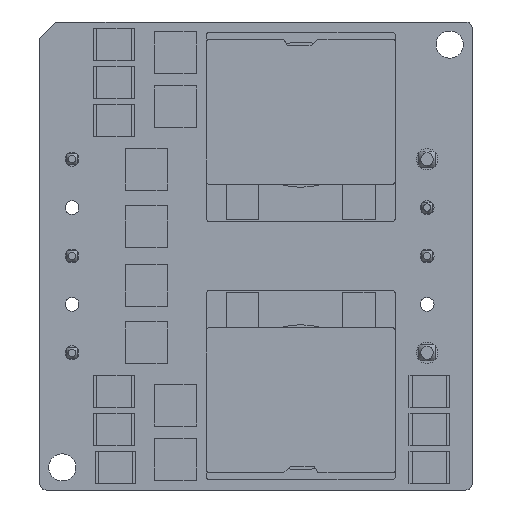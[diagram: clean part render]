
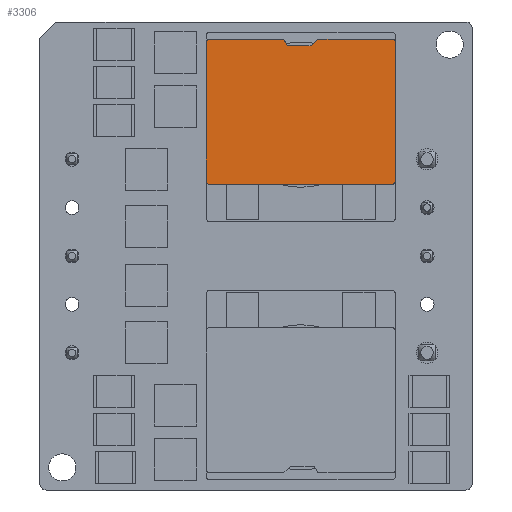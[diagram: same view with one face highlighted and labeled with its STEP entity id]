
A CAD part, front view. The second image highlights one B-rep face of the part: STEP entity #3306.
In plain terms, the highlighted face is planar.
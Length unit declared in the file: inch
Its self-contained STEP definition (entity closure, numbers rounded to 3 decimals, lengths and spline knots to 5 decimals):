
#2307=CARTESIAN_POINT('',(0.031,0.301,-0.01));
#2308=DIRECTION('',(0.,1.,0.));
#2309=DIRECTION('',(-1.,0.,0.));
#2310=AXIS2_PLACEMENT_3D('',#2307,#2308,#2309);
#2315=DIRECTION('',(0.,0.,1.));
#2316=VECTOR('',#2315,0.23);
#2317=CARTESIAN_POINT('',(0.021,0.301,-0.24));
#2318=LINE('',#2317,#2316);
#2322=DIRECTION('',(-0.866,0.,0.5));
#2323=VECTOR('',#2322,0.02309);
#2324=CARTESIAN_POINT('',(0.041,0.301,-0.25155));
#2325=LINE('',#2324,#2323);
#2329=DIRECTION('',(0.,0.,1.));
#2330=VECTOR('',#2329,0.073);
#2331=CARTESIAN_POINT('',(0.041,0.301,-0.32455));
#2332=LINE('',#2331,#2330);
#2336=DIRECTION('',(0.682,0.,0.731));
#2337=VECTOR('',#2336,0.02933);
#2338=CARTESIAN_POINT('',(0.021,0.301,-0.346));
#2339=LINE('',#2338,#2337);
#2343=DIRECTION('',(0.,0.,1.));
#2344=VECTOR('',#2343,0.23);
#2345=CARTESIAN_POINT('',(0.021,0.301,-0.576));
#2346=LINE('',#2345,#2344);
#2350=CARTESIAN_POINT('',(0.031,0.301,-0.576));
#2351=DIRECTION('',(0.,1.,0.));
#2352=DIRECTION('',(0.,0.,-1.));
#2353=AXIS2_PLACEMENT_3D('',#2350,#2351,#2352);
#2358=DIRECTION('',(-1.,0.,0.));
#2359=VECTOR('',#2358,0.43);
#2360=CARTESIAN_POINT('',(0.461,0.301,-0.586));
#2361=LINE('',#2360,#2359);
#2365=CARTESIAN_POINT('',(0.461,0.301,-0.576));
#2366=DIRECTION('',(0.,1.,0.));
#2367=DIRECTION('',(1.,0.,0.));
#2368=AXIS2_PLACEMENT_3D('',#2365,#2366,#2367);
#2373=DIRECTION('',(0.,0.,-1.));
#2374=VECTOR('',#2373,0.566);
#2375=CARTESIAN_POINT('',(0.471,0.301,-0.01));
#2376=LINE('',#2375,#2374);
#2380=CARTESIAN_POINT('',(0.461,0.301,-0.01));
#2381=DIRECTION('',(0.,1.,0.));
#2382=DIRECTION('',(0.,0.,1.));
#2383=AXIS2_PLACEMENT_3D('',#2380,#2381,#2382);
#2388=DIRECTION('',(1.,0.,0.));
#2389=VECTOR('',#2388,0.43);
#2390=CARTESIAN_POINT('',(0.031,0.301,0.));
#2391=LINE('',#2390,#2389);
#2579=CARTESIAN_POINT('',(0.021,0.301,-0.346));
#2580=CARTESIAN_POINT('',(0.041,0.301,-0.32455));
#2581=VERTEX_POINT('',#2579);
#2582=VERTEX_POINT('',#2580);
#2583=CARTESIAN_POINT('',(0.041,0.301,-0.25155));
#2584=VERTEX_POINT('',#2583);
#2585=CARTESIAN_POINT('',(0.021,0.301,-0.24));
#2586=VERTEX_POINT('',#2585);
#2691=CARTESIAN_POINT('',(0.021,0.301,-0.01));
#2693=VERTEX_POINT('',#2691);
#2695=CARTESIAN_POINT('',(0.031,0.301,0.));
#2696=VERTEX_POINT('',#2695);
#2699=CARTESIAN_POINT('',(0.461,0.301,0.));
#2701=VERTEX_POINT('',#2699);
#2703=CARTESIAN_POINT('',(0.471,0.301,-0.01));
#2704=VERTEX_POINT('',#2703);
#2707=CARTESIAN_POINT('',(0.471,0.301,-0.576));
#2709=VERTEX_POINT('',#2707);
#2711=CARTESIAN_POINT('',(0.461,0.301,-0.586));
#2712=VERTEX_POINT('',#2711);
#2715=CARTESIAN_POINT('',(0.031,0.301,-0.586));
#2717=VERTEX_POINT('',#2715);
#2719=CARTESIAN_POINT('',(0.021,0.301,-0.576));
#2720=VERTEX_POINT('',#2719);
#3283=CARTESIAN_POINT('',(0.,0.301,0.));
#3284=DIRECTION('',(0.,1.,0.));
#3285=DIRECTION('',(1.,0.,0.));
#3286=AXIS2_PLACEMENT_3D('',#3283,#3284,#3285);
#3287=PLANE('',#3286);
#3288=ORIENTED_EDGE('',*,*,#3146,.F.);
#3289=ORIENTED_EDGE('',*,*,#3162,.F.);
#3290=ORIENTED_EDGE('',*,*,#3179,.F.);
#3292=ORIENTED_EDGE('',*,*,#3291,.F.);
#3293=ORIENTED_EDGE('',*,*,#3247,.F.);
#3294=ORIENTED_EDGE('',*,*,#3263,.F.);
#3295=ORIENTED_EDGE('',*,*,#3276,.F.);
#3296=ORIENTED_EDGE('',*,*,#3013,.F.);
#3298=ORIENTED_EDGE('',*,*,#3297,.F.);
#3300=ORIENTED_EDGE('',*,*,#3299,.F.);
#3302=ORIENTED_EDGE('',*,*,#3301,.F.);
#3303=ORIENTED_EDGE('',*,*,#3119,.F.);
#3304=EDGE_LOOP('',(#3288,#3289,#3290,#3292,#3293,#3294,#3295,#3296,#3298,#3300,
#3302,#3303));
#3305=FACE_OUTER_BOUND('',#3304,.F.);
#2311=CIRCLE('',#2310,0.01);
#2354=CIRCLE('',#2353,0.01);
#2369=CIRCLE('',#2368,0.01);
#2384=CIRCLE('',#2383,0.01);
#3013=EDGE_CURVE('',#2712,#2717,#2361,.T.);
#3119=EDGE_CURVE('',#2696,#2701,#2391,.T.);
#3146=EDGE_CURVE('',#2693,#2696,#2311,.T.);
#3162=EDGE_CURVE('',#2586,#2693,#2318,.T.);
#3179=EDGE_CURVE('',#2584,#2586,#2325,.T.);
#3247=EDGE_CURVE('',#2581,#2582,#2339,.T.);
#3263=EDGE_CURVE('',#2720,#2581,#2346,.T.);
#3276=EDGE_CURVE('',#2717,#2720,#2354,.T.);
#3291=EDGE_CURVE('',#2582,#2584,#2332,.T.);
#3297=EDGE_CURVE('',#2709,#2712,#2369,.T.);
#3299=EDGE_CURVE('',#2704,#2709,#2376,.T.);
#3301=EDGE_CURVE('',#2701,#2704,#2384,.T.);
#3306=ADVANCED_FACE('',(#3305),#3287,.T.);
